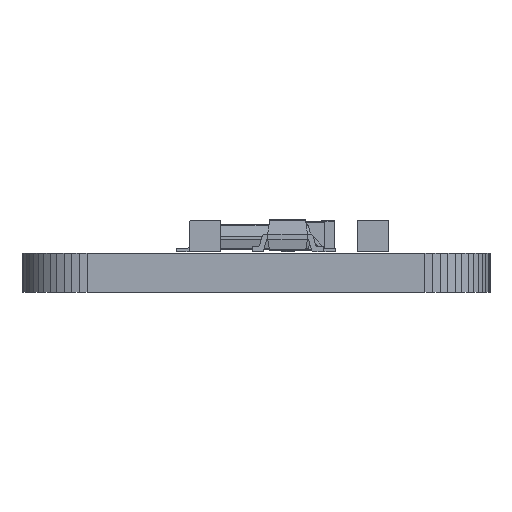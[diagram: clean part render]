
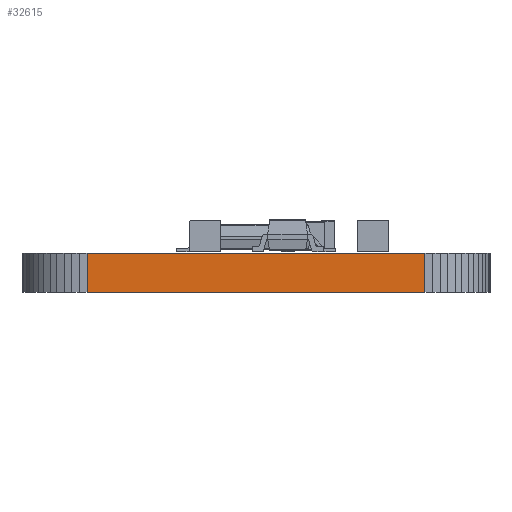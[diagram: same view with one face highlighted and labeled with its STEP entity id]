
A CAD part, front view. The second image highlights one B-rep face of the part: STEP entity #32615.
In plain terms, the highlighted planar face has unit normal (0, -1, 0).
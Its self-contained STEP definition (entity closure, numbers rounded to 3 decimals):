
#23864 = PLANE('',#23865);
#23865 = AXIS2_PLACEMENT_3D('',#23866,#23867,#23868);
#23866 = CARTESIAN_POINT('',(7.62,-34.093,1.58));
#23867 = DIRECTION('',(-0.,-0.,-1.));
#23868 = DIRECTION('',(-1.,0.,0.));
#23918 = PLANE('',#23919);
#23919 = AXIS2_PLACEMENT_3D('',#23920,#23921,#23922);
#23920 = CARTESIAN_POINT('',(7.62,-34.093,0.));
#23921 = DIRECTION('',(-0.,-0.,-1.));
#23922 = DIRECTION('',(-1.,0.,0.));
#24755 = VERTEX_POINT('',#24756);
#24756 = CARTESIAN_POINT('',(14.404,-71.194,0.));
#24770 = PLANE('',#24771);
#24771 = AXIS2_PLACEMENT_3D('',#24772,#24773,#24774);
#24772 = CARTESIAN_POINT('',(14.719,-71.175,0.));
#24773 = DIRECTION('',(0.06,-0.998,0.));
#24774 = DIRECTION('',(-0.998,-0.06,0.));
#24782 = EDGE_CURVE('',#24755,#24783,#24785,.T.);
#24783 = VERTEX_POINT('',#24784);
#24784 = CARTESIAN_POINT('',(0.836,-71.194,0.));
#24785 = SURFACE_CURVE('',#24786,(#24790,#24797),.PCURVE_S1.);
#24786 = LINE('',#24787,#24788);
#24787 = CARTESIAN_POINT('',(14.404,-71.194,0.));
#24788 = VECTOR('',#24789,1.);
#24789 = DIRECTION('',(-1.,0.,0.));
#24790 = PCURVE('',#23918,#24791);
#24791 = DEFINITIONAL_REPRESENTATION('',(#24792),#24796);
#24792 = LINE('',#24793,#24794);
#24793 = CARTESIAN_POINT('',(-6.784,-37.1));
#24794 = VECTOR('',#24795,1.);
#24795 = DIRECTION('',(1.,0.));
#24796 = ( GEOMETRIC_REPRESENTATION_CONTEXT(2) 
PARAMETRIC_REPRESENTATION_CONTEXT() REPRESENTATION_CONTEXT('2D SPACE',''
  ) );
#24797 = PCURVE('',#24798,#24803);
#24798 = PLANE('',#24799);
#24799 = AXIS2_PLACEMENT_3D('',#24800,#24801,#24802);
#24800 = CARTESIAN_POINT('',(14.404,-71.194,0.));
#24801 = DIRECTION('',(0.,-1.,0.));
#24802 = DIRECTION('',(-1.,0.,0.));
#24803 = DEFINITIONAL_REPRESENTATION('',(#24804),#24808);
#24804 = LINE('',#24805,#24806);
#24805 = CARTESIAN_POINT('',(0.,0.));
#24806 = VECTOR('',#24807,1.);
#24807 = DIRECTION('',(1.,0.));
#24808 = ( GEOMETRIC_REPRESENTATION_CONTEXT(2) 
PARAMETRIC_REPRESENTATION_CONTEXT() REPRESENTATION_CONTEXT('2D SPACE',''
  ) );
#24826 = PLANE('',#24827);
#24827 = AXIS2_PLACEMENT_3D('',#24828,#24829,#24830);
#24828 = CARTESIAN_POINT('',(0.836,-71.194,0.));
#24829 = DIRECTION('',(-0.06,-0.998,0.));
#24830 = DIRECTION('',(-0.998,0.06,0.));
#28526 = VERTEX_POINT('',#28527);
#28527 = CARTESIAN_POINT('',(14.404,-71.194,1.58));
#28548 = EDGE_CURVE('',#28526,#28549,#28551,.T.);
#28549 = VERTEX_POINT('',#28550);
#28550 = CARTESIAN_POINT('',(0.836,-71.194,1.58));
#28551 = SURFACE_CURVE('',#28552,(#28556,#28563),.PCURVE_S1.);
#28552 = LINE('',#28553,#28554);
#28553 = CARTESIAN_POINT('',(14.404,-71.194,1.58));
#28554 = VECTOR('',#28555,1.);
#28555 = DIRECTION('',(-1.,0.,0.));
#28556 = PCURVE('',#23864,#28557);
#28557 = DEFINITIONAL_REPRESENTATION('',(#28558),#28562);
#28558 = LINE('',#28559,#28560);
#28559 = CARTESIAN_POINT('',(-6.784,-37.1));
#28560 = VECTOR('',#28561,1.);
#28561 = DIRECTION('',(1.,0.));
#28562 = ( GEOMETRIC_REPRESENTATION_CONTEXT(2) 
PARAMETRIC_REPRESENTATION_CONTEXT() REPRESENTATION_CONTEXT('2D SPACE',''
  ) );
#28563 = PCURVE('',#24798,#28564);
#28564 = DEFINITIONAL_REPRESENTATION('',(#28565),#28569);
#28565 = LINE('',#28566,#28567);
#28566 = CARTESIAN_POINT('',(0.,-1.58));
#28567 = VECTOR('',#28568,1.);
#28568 = DIRECTION('',(1.,0.));
#28569 = ( GEOMETRIC_REPRESENTATION_CONTEXT(2) 
PARAMETRIC_REPRESENTATION_CONTEXT() REPRESENTATION_CONTEXT('2D SPACE',''
  ) );
#32567 = EDGE_CURVE('',#24755,#28526,#32568,.T.);
#32568 = SURFACE_CURVE('',#32569,(#32573,#32580),.PCURVE_S1.);
#32569 = LINE('',#32570,#32571);
#32570 = CARTESIAN_POINT('',(14.404,-71.194,0.));
#32571 = VECTOR('',#32572,1.);
#32572 = DIRECTION('',(0.,0.,1.));
#32573 = PCURVE('',#24770,#32574);
#32574 = DEFINITIONAL_REPRESENTATION('',(#32575),#32579);
#32575 = LINE('',#32576,#32577);
#32576 = CARTESIAN_POINT('',(0.316,0.));
#32577 = VECTOR('',#32578,1.);
#32578 = DIRECTION('',(0.,-1.));
#32579 = ( GEOMETRIC_REPRESENTATION_CONTEXT(2) 
PARAMETRIC_REPRESENTATION_CONTEXT() REPRESENTATION_CONTEXT('2D SPACE',''
  ) );
#32580 = PCURVE('',#24798,#32581);
#32581 = DEFINITIONAL_REPRESENTATION('',(#32582),#32586);
#32582 = LINE('',#32583,#32584);
#32583 = CARTESIAN_POINT('',(0.,0.));
#32584 = VECTOR('',#32585,1.);
#32585 = DIRECTION('',(0.,-1.));
#32586 = ( GEOMETRIC_REPRESENTATION_CONTEXT(2) 
PARAMETRIC_REPRESENTATION_CONTEXT() REPRESENTATION_CONTEXT('2D SPACE',''
  ) );
#32615 = ADVANCED_FACE('',(#32616),#24798,.T.);
#32616 = FACE_BOUND('',#32617,.T.);
#32617 = EDGE_LOOP('',(#32618,#32619,#32620,#32641));
#32618 = ORIENTED_EDGE('',*,*,#32567,.T.);
#32619 = ORIENTED_EDGE('',*,*,#28548,.T.);
#32620 = ORIENTED_EDGE('',*,*,#32621,.F.);
#32621 = EDGE_CURVE('',#24783,#28549,#32622,.T.);
#32622 = SURFACE_CURVE('',#32623,(#32627,#32634),.PCURVE_S1.);
#32623 = LINE('',#32624,#32625);
#32624 = CARTESIAN_POINT('',(0.836,-71.194,0.));
#32625 = VECTOR('',#32626,1.);
#32626 = DIRECTION('',(0.,0.,1.));
#32627 = PCURVE('',#24798,#32628);
#32628 = DEFINITIONAL_REPRESENTATION('',(#32629),#32633);
#32629 = LINE('',#32630,#32631);
#32630 = CARTESIAN_POINT('',(13.569,0.));
#32631 = VECTOR('',#32632,1.);
#32632 = DIRECTION('',(0.,-1.));
#32633 = ( GEOMETRIC_REPRESENTATION_CONTEXT(2) 
PARAMETRIC_REPRESENTATION_CONTEXT() REPRESENTATION_CONTEXT('2D SPACE',''
  ) );
#32634 = PCURVE('',#24826,#32635);
#32635 = DEFINITIONAL_REPRESENTATION('',(#32636),#32640);
#32636 = LINE('',#32637,#32638);
#32637 = CARTESIAN_POINT('',(0.,0.));
#32638 = VECTOR('',#32639,1.);
#32639 = DIRECTION('',(0.,-1.));
#32640 = ( GEOMETRIC_REPRESENTATION_CONTEXT(2) 
PARAMETRIC_REPRESENTATION_CONTEXT() REPRESENTATION_CONTEXT('2D SPACE',''
  ) );
#32641 = ORIENTED_EDGE('',*,*,#24782,.F.);
